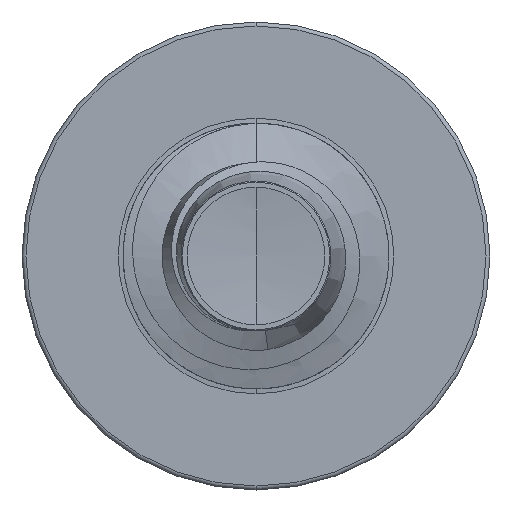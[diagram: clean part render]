
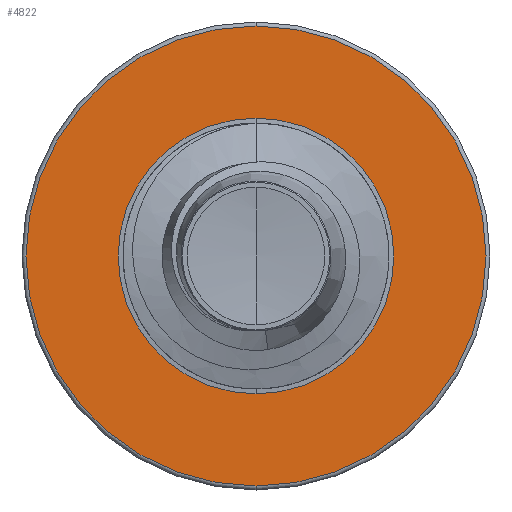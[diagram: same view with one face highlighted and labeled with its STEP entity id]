
A CAD part, front view. The second image highlights one B-rep face of the part: STEP entity #4822.
In plain terms, the highlighted planar face has unit normal (0, -1, 0).
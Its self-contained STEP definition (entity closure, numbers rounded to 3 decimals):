
#91 = CIRCLE ( 'NONE', #5889, 1.296 ) ;
#664 = VERTEX_POINT ( 'NONE', #2518 ) ;
#1153 = FACE_OUTER_BOUND ( 'NONE', #3087, .T. ) ;
#1830 = CARTESIAN_POINT ( 'NONE',  ( 0., 6., 2.163 ) ) ;
#2518 = CARTESIAN_POINT ( 'NONE',  ( 0., 6., 1.296 ) ) ;
#3087 = EDGE_LOOP ( 'NONE', ( #3250, #6749 ) ) ;
#3250 = ORIENTED_EDGE ( 'NONE', *, *, #10904, .F. ) ;
#3644 = DIRECTION ( 'NONE',  ( 0., 0., 1. ) ) ;
#3661 = DIRECTION ( 'NONE',  ( 0., 1., 0. ) ) ;
#3682 = CARTESIAN_POINT ( 'NONE',  ( 0., 6., 0. ) ) ;
#3997 = AXIS2_PLACEMENT_3D ( 'NONE', #10749, #10709, #10687 ) ;
#4209 = DIRECTION ( 'NONE',  ( 0., 0., 1. ) ) ;
#4241 = PLANE ( 'NONE',  #8832 ) ;
#4337 = CARTESIAN_POINT ( 'NONE',  ( 0., 6., -1.296 ) ) ;
#4480 = DIRECTION ( 'NONE',  ( 0., 1., 0. ) ) ;
#4822 = ADVANCED_FACE ( 'NONE', ( #1153, #11883 ), #4241, .F. ) ;
#5192 = EDGE_LOOP ( 'NONE', ( #11443, #12958 ) ) ;
#5203 = AXIS2_PLACEMENT_3D ( 'NONE', #3682, #3661, #3644 ) ;
#5500 = AXIS2_PLACEMENT_3D ( 'NONE', #7143, #7138, #7124 ) ;
#5889 = AXIS2_PLACEMENT_3D ( 'NONE', #10082, #10079, #10066 ) ;
#6749 = ORIENTED_EDGE ( 'NONE', *, *, #10700, .F. ) ;
#7124 = DIRECTION ( 'NONE',  ( 0., 0., 1. ) ) ;
#7138 = DIRECTION ( 'NONE',  ( 0., 1., 0. ) ) ;
#7143 = CARTESIAN_POINT ( 'NONE',  ( 0., 6., 0. ) ) ;
#8050 = VERTEX_POINT ( 'NONE', #13025 ) ;
#8344 = CIRCLE ( 'NONE', #5500, 2.163 ) ;
#8832 = AXIS2_PLACEMENT_3D ( 'NONE', #4337, #4480, #4209 ) ;
#8868 = VERTEX_POINT ( 'NONE', #9128 ) ;
#9128 = CARTESIAN_POINT ( 'NONE',  ( 0., 6., -2.162 ) ) ;
#9397 = CIRCLE ( 'NONE', #3997, 1.296 ) ;
#10066 = DIRECTION ( 'NONE',  ( 0., 0., 1. ) ) ;
#10079 = DIRECTION ( 'NONE',  ( 0., 1., 0. ) ) ;
#10082 = CARTESIAN_POINT ( 'NONE',  ( 0., 6., 0. ) ) ;
#10160 = EDGE_CURVE ( 'NONE', #8050, #664, #9397, .T. ) ;
#10468 = EDGE_CURVE ( 'NONE', #664, #8050, #91, .T. ) ;
#10687 = DIRECTION ( 'NONE',  ( 0., 0., 1. ) ) ;
#10700 = EDGE_CURVE ( 'NONE', #8868, #11569, #8344, .T. ) ;
#10709 = DIRECTION ( 'NONE',  ( 0., 1., 0. ) ) ;
#10749 = CARTESIAN_POINT ( 'NONE',  ( 0., 6., 0. ) ) ;
#10904 = EDGE_CURVE ( 'NONE', #11569, #8868, #11147, .T. ) ;
#11147 = CIRCLE ( 'NONE', #5203, 2.163 ) ;
#11443 = ORIENTED_EDGE ( 'NONE', *, *, #10468, .T. ) ;
#11569 = VERTEX_POINT ( 'NONE', #1830 ) ;
#11883 = FACE_BOUND ( 'NONE', #5192, .T. ) ;
#12958 = ORIENTED_EDGE ( 'NONE', *, *, #10160, .T. ) ;
#13025 = CARTESIAN_POINT ( 'NONE',  ( 0., 6., -1.296 ) ) ;
